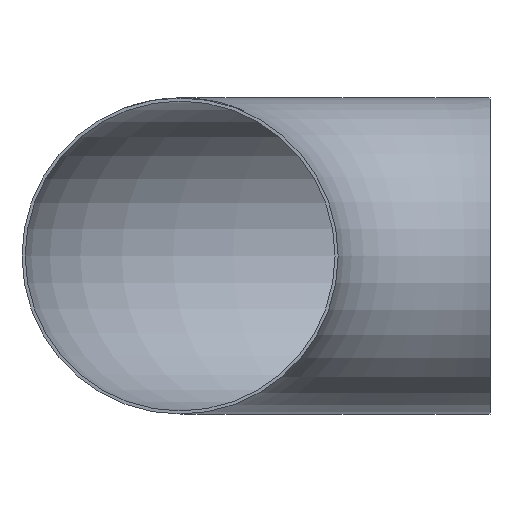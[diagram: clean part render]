
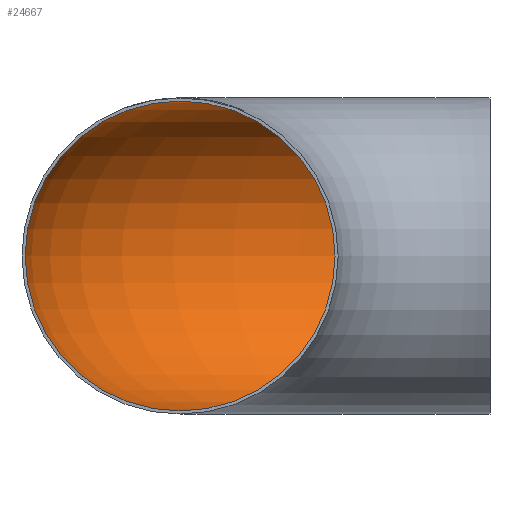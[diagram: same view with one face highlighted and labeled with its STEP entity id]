
A CAD part, front view. The second image highlights one B-rep face of the part: STEP entity #24667.
In plain terms, the highlighted toroidal (fillet/blend) face has major radius 200 mm and minor radius 100 mm.
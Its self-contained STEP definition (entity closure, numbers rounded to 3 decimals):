
#1849 = CARTESIAN_POINT ( 'NONE',  ( 0., 200., 0. ) ) ;
#3433 = DIRECTION ( 'NONE',  ( 0., 0., -1. ) ) ;
#5926 = CARTESIAN_POINT ( 'NONE',  ( 0., 300., 0. ) ) ;
#7921 = CARTESIAN_POINT ( 'NONE',  ( -200., 0., 100. ) ) ;
#8309 = TOROIDAL_SURFACE ( 'NONE', #23421, 200., 100. ) ;
#9081 = CARTESIAN_POINT ( 'NONE',  ( 0., 0., 0. ) ) ;
#9142 = AXIS2_PLACEMENT_3D ( 'NONE', #23247, #11553, #17583 ) ;
#11462 = VERTEX_POINT ( 'NONE', #5926 ) ;
#11553 = DIRECTION ( 'NONE',  ( 0., 1., 0. ) ) ;
#12067 = CIRCLE ( 'NONE', #9142, 100. ) ;
#12416 = DIRECTION ( 'NONE',  ( 0., 1., 0. ) ) ;
#13393 = FACE_OUTER_BOUND ( 'NONE', #20462, .T. ) ;
#14874 = ORIENTED_EDGE ( 'NONE', *, *, #19537, .T. ) ;
#15230 = DIRECTION ( 'NONE',  ( -1., 0., 0. ) ) ;
#17486 = VERTEX_POINT ( 'NONE', #7921 ) ;
#17583 = DIRECTION ( 'NONE',  ( 0., 0., 1. ) ) ;
#18088 = CIRCLE ( 'NONE', #18931, 100. ) ;
#18931 = AXIS2_PLACEMENT_3D ( 'NONE', #1849, #22233, #12416 ) ;
#19271 = EDGE_LOOP ( 'NONE', ( #24301 ) ) ;
#19537 = EDGE_CURVE ( 'NONE', #11462, #11462, #18088, .T. ) ;
#20462 = EDGE_LOOP ( 'NONE', ( #14874 ) ) ;
#22111 = EDGE_CURVE ( 'NONE', #17486, #17486, #12067, .T. ) ;
#22233 = DIRECTION ( 'NONE',  ( 1., 0., 0. ) ) ;
#23247 = CARTESIAN_POINT ( 'NONE',  ( -200., 0., 0. ) ) ;
#23250 = FACE_OUTER_BOUND ( 'NONE', #19271, .T. ) ;
#23421 = AXIS2_PLACEMENT_3D ( 'NONE', #9081, #3433, #15230 ) ;
#24301 = ORIENTED_EDGE ( 'NONE', *, *, #22111, .F. ) ;
#24667 = ADVANCED_FACE ( 'NONE', ( #13393, #23250 ), #8309, .F. ) ;
